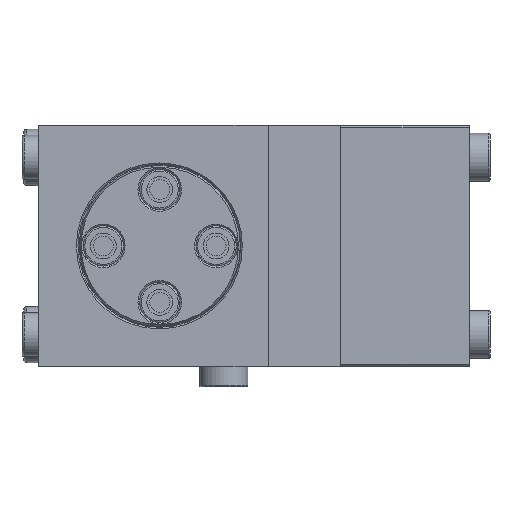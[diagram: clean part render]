
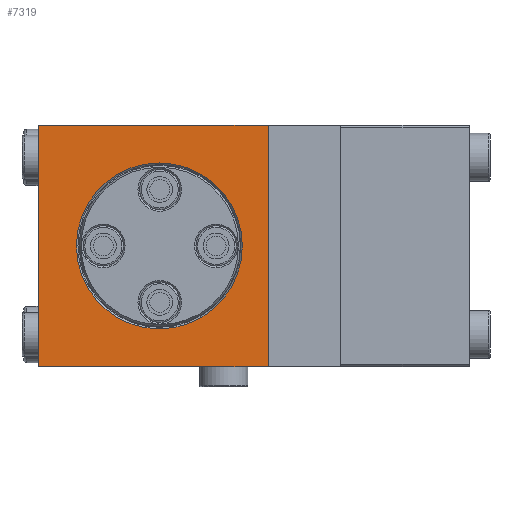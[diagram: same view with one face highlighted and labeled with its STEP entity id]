
A CAD part, left-side view. The second image highlights one B-rep face of the part: STEP entity #7319.
In plain terms, the highlighted planar face has unit normal (-1, 0, 0).
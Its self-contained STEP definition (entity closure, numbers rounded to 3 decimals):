
#485=FACE_BOUND('',#1294,.T.);
#698=PLANE('',#7939);
#859=FACE_OUTER_BOUND('',#1293,.T.);
#1293=EDGE_LOOP('',(#5099,#5100,#5101,#5102));
#1294=EDGE_LOOP('',(#5103));
#1849=LINE('',#10849,#2347);
#1850=LINE('',#10851,#2348);
#1851=LINE('',#10853,#2349);
#1852=LINE('',#10854,#2350);
#2347=VECTOR('',#8818,10.);
#2348=VECTOR('',#8819,10.);
#2349=VECTOR('',#8820,10.);
#2350=VECTOR('',#8821,10.);
#2861=CIRCLE('',#7934,10.3);
#3235=VERTEX_POINT('',#10835);
#3239=VERTEX_POINT('',#10847);
#3240=VERTEX_POINT('',#10848);
#3241=VERTEX_POINT('',#10850);
#3242=VERTEX_POINT('',#10852);
#3971=EDGE_CURVE('',#3235,#3235,#2861,.T.);
#3977=EDGE_CURVE('',#3239,#3240,#1849,.T.);
#3978=EDGE_CURVE('',#3240,#3241,#1850,.T.);
#3979=EDGE_CURVE('',#3242,#3241,#1851,.T.);
#3980=EDGE_CURVE('',#3239,#3242,#1852,.T.);
#5099=ORIENTED_EDGE('',*,*,#3977,.T.);
#5100=ORIENTED_EDGE('',*,*,#3978,.T.);
#5101=ORIENTED_EDGE('',*,*,#3979,.F.);
#5102=ORIENTED_EDGE('',*,*,#3980,.F.);
#5103=ORIENTED_EDGE('',*,*,#3971,.F.);
#7319=ADVANCED_FACE('',(#859,#485),#698,.T.);
#7934=AXIS2_PLACEMENT_3D('',#10836,#8804,#8805);
#7939=AXIS2_PLACEMENT_3D('',#10846,#8816,#8817);
#8804=DIRECTION('center_axis',(-1.,0.,0.));
#8805=DIRECTION('ref_axis',(0.,-1.,0.));
#8816=DIRECTION('center_axis',(-1.,0.,0.));
#8817=DIRECTION('ref_axis',(0.,-1.,0.));
#8818=DIRECTION('',(0.,-1.,0.));
#8819=DIRECTION('',(0.,0.,1.));
#8820=DIRECTION('',(0.,-1.,0.));
#8821=DIRECTION('',(0.,0.,1.));
#10835=CARTESIAN_POINT('',(-34.8,10.3,22.5));
#10836=CARTESIAN_POINT('Origin',(-34.8,0.,22.5));
#10846=CARTESIAN_POINT('Origin',(-34.8,15.,0.));
#10847=CARTESIAN_POINT('',(-34.8,15.,9.));
#10848=CARTESIAN_POINT('',(-34.8,-15.,9.));
#10849=CARTESIAN_POINT('',(-34.8,0.,9.));
#10850=CARTESIAN_POINT('',(-34.8,-15.,37.5));
#10851=CARTESIAN_POINT('',(-34.8,-15.,0.));
#10852=CARTESIAN_POINT('',(-34.8,15.,37.5));
#10853=CARTESIAN_POINT('',(-34.8,15.,37.5));
#10854=CARTESIAN_POINT('',(-34.8,15.,0.));
